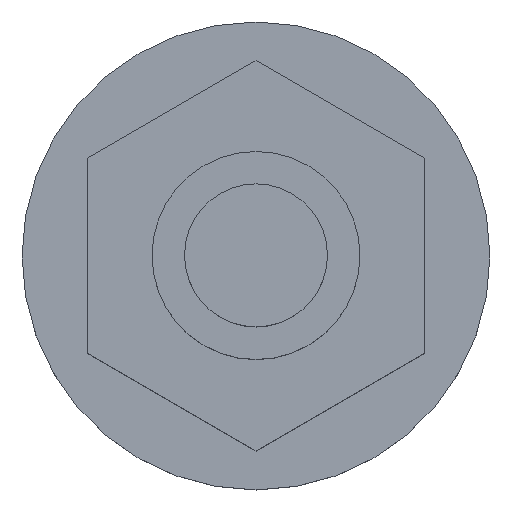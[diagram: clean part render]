
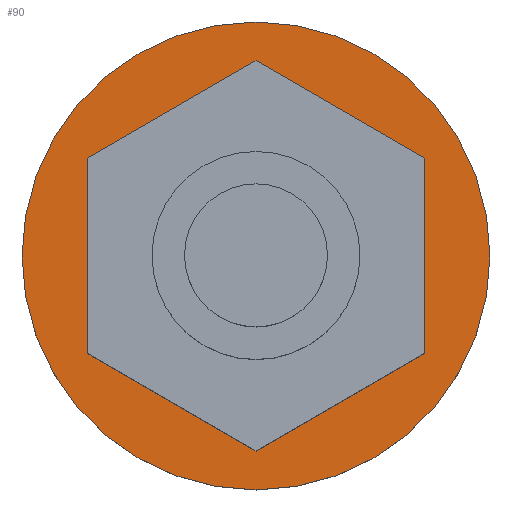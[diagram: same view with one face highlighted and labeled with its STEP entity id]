
A CAD part, top view. The second image highlights one B-rep face of the part: STEP entity #90.
In plain terms, the highlighted planar face has unit normal (0, 0, 1).
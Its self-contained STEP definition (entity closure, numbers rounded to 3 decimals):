
#90=ADVANCED_FACE('',(#186,#187),#188,.T.);
#186=FACE_BOUND('',#288,.T.);
#187=FACE_OUTER_BOUND('',#289,.T.);
#188=PLANE('',#290);
#288=EDGE_LOOP('',(#474,#475,#476,#477,#478,#479));
#289=EDGE_LOOP('',(#480,#481));
#290=AXIS2_PLACEMENT_3D('',#482,#483,#484);
#474=ORIENTED_EDGE('',*,*,#608,.T.);
#475=ORIENTED_EDGE('',*,*,#624,.T.);
#476=ORIENTED_EDGE('',*,*,#621,.T.);
#477=ORIENTED_EDGE('',*,*,#618,.T.);
#478=ORIENTED_EDGE('',*,*,#615,.T.);
#479=ORIENTED_EDGE('',*,*,#612,.T.);
#480=ORIENTED_EDGE('',*,*,#586,.F.);
#481=ORIENTED_EDGE('',*,*,#633,.F.);
#482=CARTESIAN_POINT('',(0.0,-6.5,1.6));
#483=DIRECTION('',(0.0,0.,1.0));
#484=DIRECTION('',(1.0,-0.0,0.0));
#586=EDGE_CURVE('',#691,#694,#695,.T.);
#608=EDGE_CURVE('',#732,#733,#734,.T.);
#612=EDGE_CURVE('',#738,#732,#739,.T.);
#615=EDGE_CURVE('',#742,#738,#743,.T.);
#618=EDGE_CURVE('',#746,#742,#747,.T.);
#621=EDGE_CURVE('',#750,#746,#751,.T.);
#624=EDGE_CURVE('',#733,#750,#754,.T.);
#633=EDGE_CURVE('',#694,#691,#763,.T.);
#691=VERTEX_POINT('',#829);
#694=VERTEX_POINT('',#833);
#695=CIRCLE('',#834,9.0);
#732=VERTEX_POINT('',#882);
#733=VERTEX_POINT('',#883);
#734=LINE('',#884,#885);
#738=VERTEX_POINT('',#891);
#739=LINE('',#892,#893);
#742=VERTEX_POINT('',#897);
#743=LINE('',#898,#899);
#746=VERTEX_POINT('',#903);
#747=LINE('',#904,#905);
#750=VERTEX_POINT('',#909);
#751=LINE('',#910,#911);
#754=LINE('',#915,#916);
#763=CIRCLE('',#925,9.0);
#829=CARTESIAN_POINT('',(0.0,-9.,1.6));
#833=CARTESIAN_POINT('',(0.,9.,1.6));
#834=AXIS2_PLACEMENT_3D('',#979,#980,#981);
#882=CARTESIAN_POINT('',(-6.5,-3.753,1.6));
#883=CARTESIAN_POINT('',(-6.5,3.753,1.6));
#884=CARTESIAN_POINT('',(-6.5,-1.374,1.6));
#885=VECTOR('',#1011,7.506);
#891=CARTESIAN_POINT('',(0.,-7.506,1.6));
#892=CARTESIAN_POINT('',(-3.468,-5.503,1.6));
#893=VECTOR('',#1014,7.506);
#897=CARTESIAN_POINT('',(6.5,-3.753,1.6));
#898=CARTESIAN_POINT('',(0.218,-7.38,1.6));
#899=VECTOR('',#1016,7.506);
#903=CARTESIAN_POINT('',(6.5,3.753,1.6));
#904=CARTESIAN_POINT('',(6.5,-5.126,1.6));
#905=VECTOR('',#1018,7.506);
#909=CARTESIAN_POINT('',(0.,7.506,1.6));
#910=CARTESIAN_POINT('',(6.282,3.878,1.6));
#911=VECTOR('',#1020,7.506);
#915=CARTESIAN_POINT('',(-3.032,5.755,1.6));
#916=VECTOR('',#1022,7.506);
#925=AXIS2_PLACEMENT_3D('',#1032,#1033,#1034);
#979=CARTESIAN_POINT('',(0.0,0.,1.6));
#980=DIRECTION('',(0.0,-0.0,-1.0));
#981=DIRECTION('',(0.0,-1.0,0.0));
#1011=DIRECTION('',(0.,1.0,0.));
#1014=DIRECTION('',(-0.866,0.5,0.));
#1016=DIRECTION('',(-0.866,-0.5,0.));
#1018=DIRECTION('',(0.,-1.0,0.));
#1020=DIRECTION('',(0.866,-0.5,0.));
#1022=DIRECTION('',(0.866,0.5,0.));
#1032=CARTESIAN_POINT('',(0.0,0.,1.6));
#1033=DIRECTION('',(0.0,-0.0,-1.0));
#1034=DIRECTION('',(0.0,-1.0,0.0));
